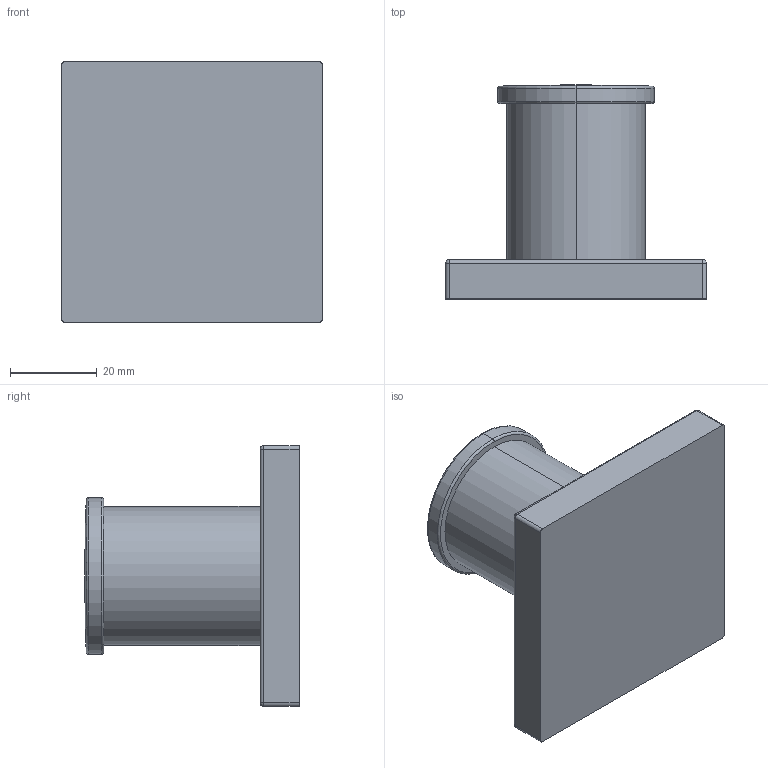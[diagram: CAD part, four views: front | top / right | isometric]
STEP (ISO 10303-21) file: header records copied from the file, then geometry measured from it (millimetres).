
FILE_DESCRIPTION (( 'STEP AP203' ), '1' );
FILE_NAME ('29140670-00.STEP', '2018-07-03T14:53:56', ( '' ), ( '' ), 'SwSTEP 2.0', 'SolidWorks 2017', '' );
FILE_SCHEMA (( 'CONFIG_CONTROL_DESIGN' ));
Length unit declared in the file: millimetre
Products named in the file (3): Planungsmodell_Abdeckung-+-33.543.780-01_ _K38_60x9x60; 29140670-00; Planungsmodell_Griff-+-29.140.780-01_ _K1
Assembly tree (2 placements, depth 2):
  29140670-00
    Planungsmodell_Abdeckung-+-33.543.780-01_ _K38_60x9x60
    Planungsmodell_Griff-+-29.140.780-01_ _K1
Bounding box: 60 x 49.32 x 60 mm (x, y, z)
Volume: 65540.2 mm3; surface area: 15325.1 mm2
Topology: 2 solids, 2 shells, 30 faces, 62 edges, 33 vertices
Faces by surface type: cylinder 12, plane 8, sphere 6, torus 4
Entity records: 1065 total; most frequent: DIRECTION 162, CARTESIAN_POINT 126, ORIENTED_EDGE 116, AXIS2_PLACEMENT_3D 69, EDGE_CURVE 58, CIRCLE 34, VERTEX_POINT 33, EDGE_LOOP 31
